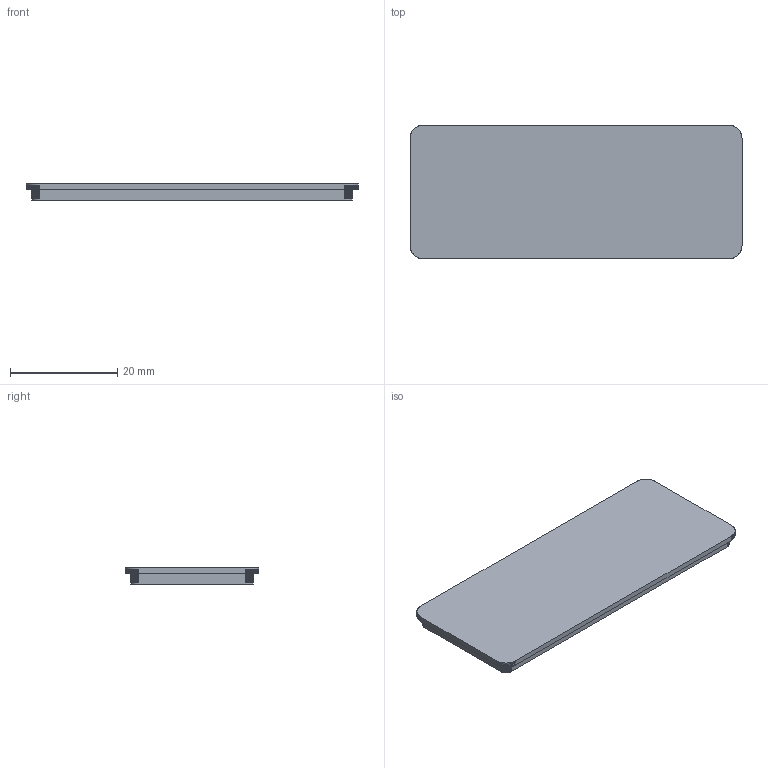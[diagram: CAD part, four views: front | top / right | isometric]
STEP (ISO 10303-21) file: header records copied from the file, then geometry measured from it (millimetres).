
FILE_DESCRIPTION(('Designed by EasyEDA Pro'),'2;1');
FILE_NAME('Open CASCADE Shape Model','2024-05-31T00:41:31',('Author'),( 'Open CASCADE'),'Open CASCADE STEP processor 7.6','Open CASCADE 7.6' ,'Unknown');
FILE_SCHEMA(('AUTOMOTIVE_DESIGN { 1 0 10303 214 1 1 1 1 }'));
Length unit declared in the file: millimetre
Products named in the file (1): Open CASCADE STEP translator 7.6 1
Bounding box: 62 x 25 x 3 mm (x, y, z)
Volume: 2018.9 mm3; surface area: 3891.7 mm2
Topology: 1 solids, 1 shells, 226 faces, 662 edges, 440 vertices
Faces by surface type: bspline 226
Entity records: 14858 total; most frequent: CARTESIAN_POINT 6207, B_SPLINE_CURVE_WITH_KNOTS 1986, ORIENTED_EDGE 1326, PCURVE 1324, DEFINITIONAL_REPRESENTATION 1324, EDGE_CURVE 662, SURFACE_CURVE 662, VERTEX_POINT 440
